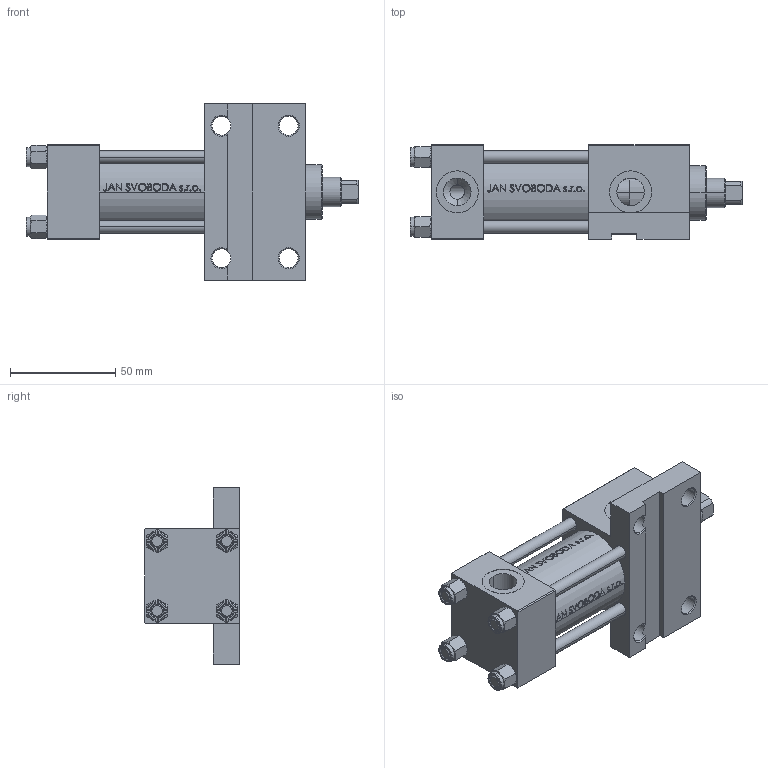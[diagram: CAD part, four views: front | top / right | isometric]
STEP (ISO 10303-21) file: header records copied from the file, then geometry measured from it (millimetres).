
FILE_DESCRIPTION (( 'STEP AP203' ), '1' );
FILE_NAME ('1f2d.STEP', '2023-01-18T08:30:35', ( '' ), ( '' ), 'SwSTEP 2.0', 'SolidWorks 2019', '' );
FILE_SCHEMA (( 'CONFIG_CONTROL_DESIGN' ));
Length unit declared in the file: millimetre
Products named in the file (6): NUT_M5_F a35624a0074ec8da223977ca72eb37b2; V215CR_F_Body a35624a0074ec8da223977ca72eb37b2; V215CR_VCP_F a35624a0074ec8da223977ca72eb37b2; V215CR_F_TYCINKA a35624a0074ec8da223977ca72eb37b2; V215_VC_A a35624a0074ec8da223977ca72eb37b2; 1f2d
Assembly tree (11 placements, depth 2):
  1f2d
    V215CR_F_Body a35624a0074ec8da223977ca72eb37b2
    V215CR_VCP_F a35624a0074ec8da223977ca72eb37b2
    V215CR_F_TYCINKA a35624a0074ec8da223977ca72eb37b2  x4
    NUT_M5_F a35624a0074ec8da223977ca72eb37b2  x4
    V215_VC_A a35624a0074ec8da223977ca72eb37b2
Bounding box: 158 x 45 x 84 mm (x, y, z)
Volume: 212242.7 mm3; surface area: 72583.7 mm2
Topology: 11 solids, 11 shells, 1110 faces, 2751 edges, 1777 vertices
Faces by surface type: plane 440, bspline 380, cone 152, cylinder 130, torus 8
Entity records: 47873 total; most frequent: CARTESIAN_POINT 25963, ORIENTED_EDGE 4994, DIRECTION 3151, EDGE_CURVE 2497, VERTEX_POINT 1633, VECTOR 1289, LINE 1289, EDGE_LOOP 1124
